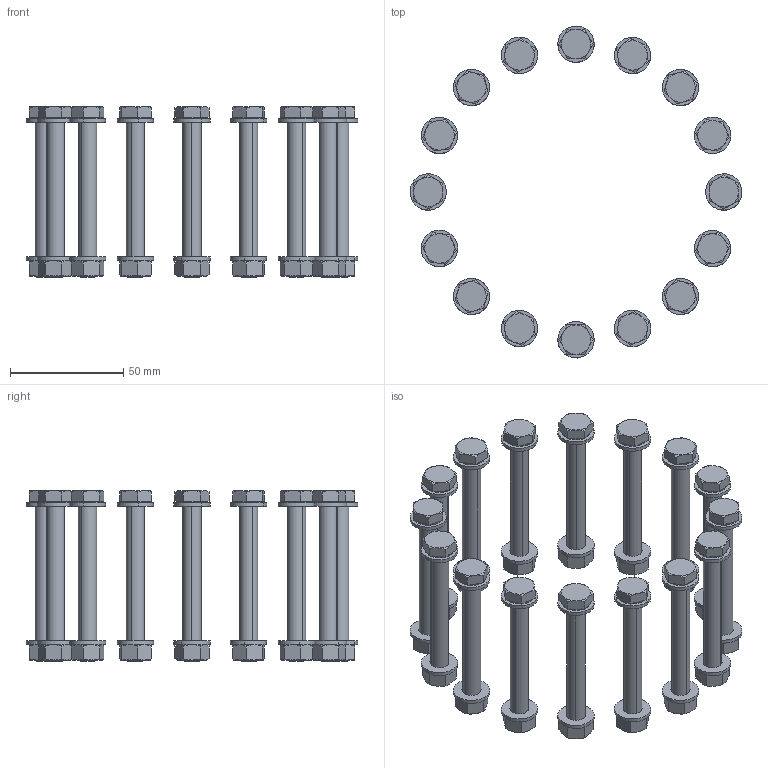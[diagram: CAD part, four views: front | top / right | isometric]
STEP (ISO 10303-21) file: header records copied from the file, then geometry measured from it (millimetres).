
FILE_DESCRIPTION (( 'STEP AP214' ), '1' );
FILE_NAME ('420BSC100-70.step', '2017-07-07T09:46:57', ( 'install' ), ( '' ), 'SwSTEP 2.0', 'SolidWorks 2015', '' );
FILE_SCHEMA (( 'AUTOMOTIVE_DESIGN' ));
Length unit declared in the file: millimetre
Products named in the file (1): 420BSC100-70
Bounding box: 146.29 x 146.29 x 75.3 mm (x, y, z)
Volume: 87719.6 mm3; surface area: 59845 mm2
Topology: 64 solids, 64 shells, 1104 faces, 2304 edges, 1344 vertices
Faces by surface type: plane 432, cone 384, cylinder 256, torus 32
Entity records: 43981 total; most frequent: CARTESIAN_POINT 8017, DIRECTION 4930, ORIENTED_EDGE 4608, EDGE_CURVE 2304, AXIS2_PLACEMENT_3D 2097, VERTEX_POINT 1344, EDGE_LOOP 1216, UNCERTAINTY_MEASURE_WITH_UNIT 1170
